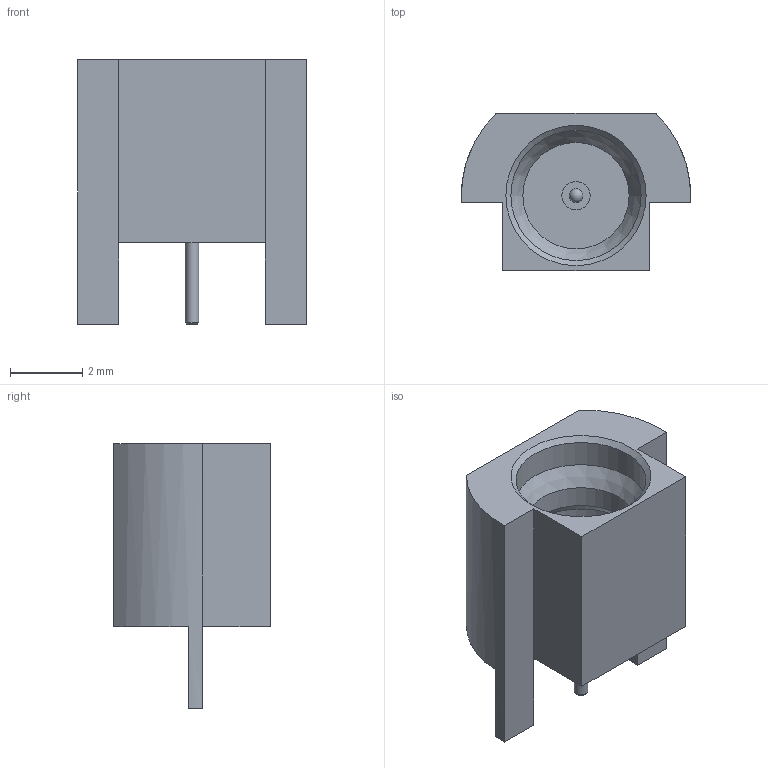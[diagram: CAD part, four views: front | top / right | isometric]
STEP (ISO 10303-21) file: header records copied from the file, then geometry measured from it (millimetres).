
FILE_DESCRIPTION (( 'STEP AP203' ), '1' );
FILE_NAME ('PE44880.step', '2019-12-03T19:19:03', ( '' ), ( '' ), 'SwSTEP 2.0', 'SolidWorks 2018', '' );
FILE_SCHEMA (( 'CONFIG_CONTROL_DESIGN' ));
Length unit declared in the file: inch
Products named in the file (1): PE44880
Bounding box: 6.35 x 4.34 x 7.34 mm (x, y, z)
Volume: 85.4 mm3; surface area: 221.3 mm2
Topology: 1 solids, 2 shells, 35 faces, 74 edges, 46 vertices
Faces by surface type: plane 20, cylinder 10, cone 4, sphere 1
Full cylindrical faces by diameter (mm): 0.381 x2, 0.786 x1, 1.524 x1, 2.946 x1, 3.175 x1, 3.607 x1, 3.957 x1
Entity records: 921 total; most frequent: DIRECTION 154, CARTESIAN_POINT 138, ORIENTED_EDGE 116, AXIS2_PLACEMENT_3D 60, EDGE_CURVE 58, EDGE_LOOP 52, VERTEX_POINT 44, FACE_OUTER_BOUND 43
